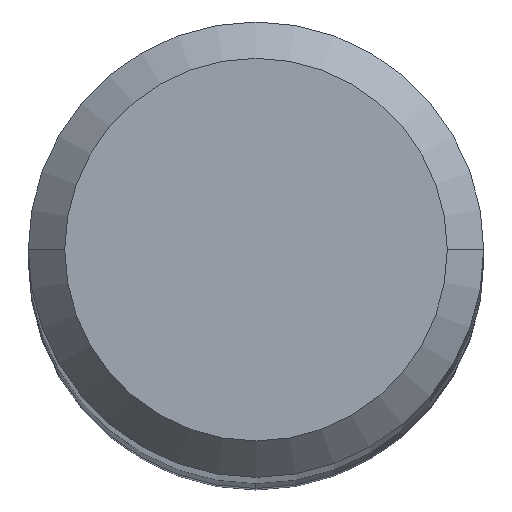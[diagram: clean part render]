
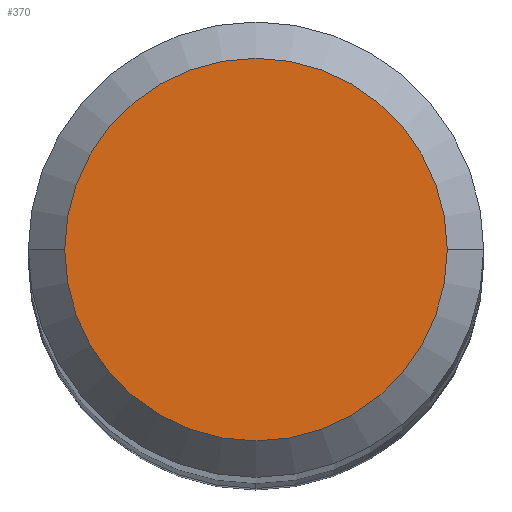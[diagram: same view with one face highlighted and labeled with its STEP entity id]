
A CAD part, top view. The second image highlights one B-rep face of the part: STEP entity #370.
In plain terms, the highlighted planar face has unit normal (0, 0, 1).
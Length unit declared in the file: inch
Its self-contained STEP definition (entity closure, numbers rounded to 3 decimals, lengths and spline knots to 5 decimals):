
#13 = DIRECTION ( 'NONE',  ( 0., 0., -1. ) ) ;
#18 = EDGE_LOOP ( 'NONE', ( #22, #441 ) ) ;
#22 = ORIENTED_EDGE ( 'NONE', *, *, #511, .T. ) ;
#39 = CARTESIAN_POINT ( 'NONE',  ( 0.105, 0., 0. ) ) ;
#73 = CIRCLE ( 'NONE', #374, 0.105 ) ;
#82 = AXIS2_PLACEMENT_3D ( 'NONE', #232, #13, #390 ) ;
#88 = DIRECTION ( 'NONE',  ( 1., 0., 0. ) ) ;
#173 = AXIS2_PLACEMENT_3D ( 'NONE', #468, #474, #88 ) ;
#232 = CARTESIAN_POINT ( 'NONE',  ( 0., 0.105, 0. ) ) ;
#288 = VERTEX_POINT ( 'NONE', #526 ) ;
#304 = DIRECTION ( 'NONE',  ( 1., 0., 0. ) ) ;
#313 = CARTESIAN_POINT ( 'NONE',  ( 0., 0., 0. ) ) ;
#370 = ADVANCED_FACE ( 'NONE', ( #392 ), #435, .F. ) ;
#374 = AXIS2_PLACEMENT_3D ( 'NONE', #313, #485, #304 ) ;
#390 = DIRECTION ( 'NONE',  ( -1., 0., 0. ) ) ;
#392 = FACE_OUTER_BOUND ( 'NONE', #18, .T. ) ;
#409 = CIRCLE ( 'NONE', #173, 0.105 ) ;
#424 = EDGE_CURVE ( 'NONE', #489, #288, #73, .T. ) ;
#435 = PLANE ( 'NONE',  #82 ) ;
#441 = ORIENTED_EDGE ( 'NONE', *, *, #424, .T. ) ;
#468 = CARTESIAN_POINT ( 'NONE',  ( 0., 0., 0. ) ) ;
#474 = DIRECTION ( 'NONE',  ( 0., 0., 1. ) ) ;
#485 = DIRECTION ( 'NONE',  ( 0., 0., 1. ) ) ;
#489 = VERTEX_POINT ( 'NONE', #39 ) ;
#511 = EDGE_CURVE ( 'NONE', #288, #489, #409, .T. ) ;
#526 = CARTESIAN_POINT ( 'NONE',  ( -0.105, 0., 0. ) ) ;
